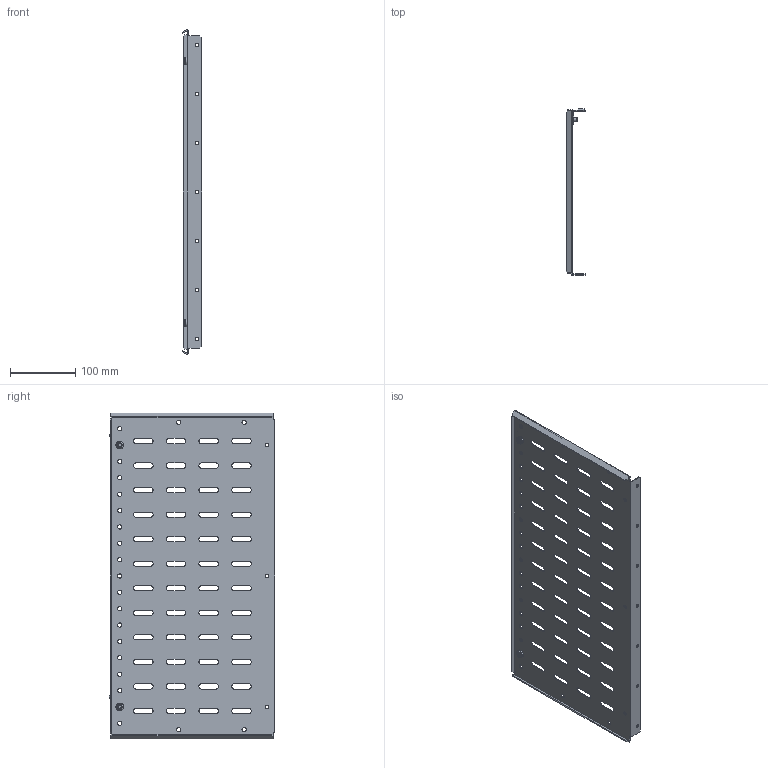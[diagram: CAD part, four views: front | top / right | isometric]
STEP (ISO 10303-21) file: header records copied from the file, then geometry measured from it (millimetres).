
FILE_DESCRIPTION (( 'STEP AP203' ), '1' );
FILE_NAME ('FO-00-SWFB-050 FORMAT Ïåðåãîðîäêà ñåêö. çàäíÿÿ âåðò. øèí. îòñåêà 500 IEK.STEP', '2024-07-04T14:05:09', ( '' ), ( '' ), 'SwSTEP 2.0', 'SolidWorks 2022', '' );
FILE_SCHEMA (( 'CONFIG_CONTROL_DESIGN' ));
Length unit declared in the file: millimetre
Products named in the file (1): FO-00-SWFB-050 FORMAT Перегородка секц. задняя верт. шин. отсека 500 IEK
Bounding box: 30.53 x 253.25 x 497.3 mm (x, y, z)
Volume: 200174.5 mm3; surface area: 273987.7 mm2
Topology: 5 solids, 5 shells, 470 faces, 1352 edges, 896 vertices
Faces by surface type: cylinder 256, plane 198, cone 8, torus 8
Entity records: 15993 total; most frequent: DIRECTION 2830, CARTESIAN_POINT 2719, ORIENTED_EDGE 2704, EDGE_CURVE 1352, AXIS2_PLACEMENT_3D 1007, VERTEX_POINT 896, LINE 816, VECTOR 816
